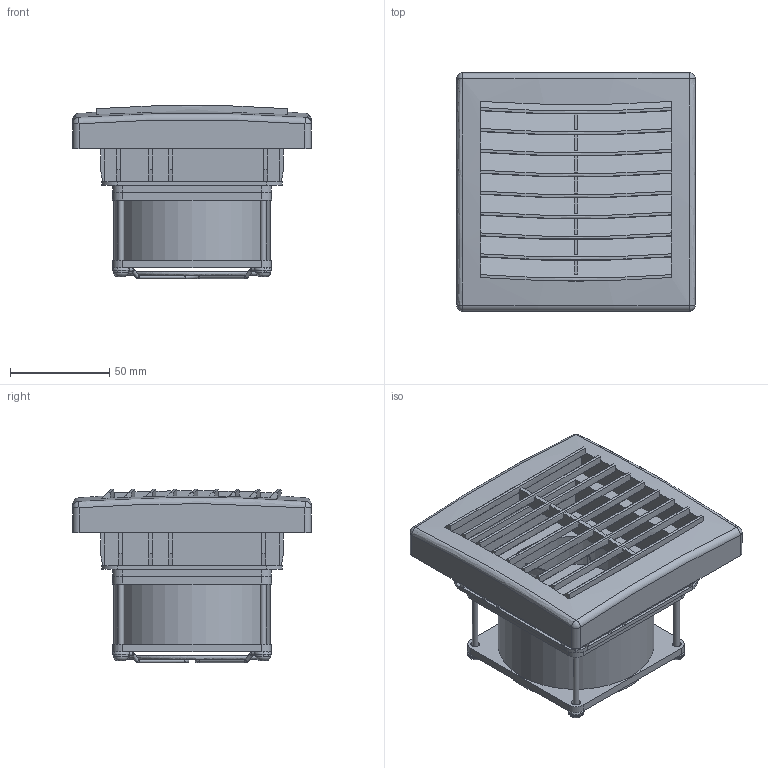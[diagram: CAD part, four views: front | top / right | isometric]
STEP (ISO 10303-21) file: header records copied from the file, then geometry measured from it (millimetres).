
FILE_DESCRIPTION (( 'STEP AP214' ), '1' );
FILE_NAME ('018700-30.STEP', '2019-08-02T15:43:00', ( '' ), ( '' ), 'SwSTEP 2.0', 'SolidWorks 2018', '' );
FILE_SCHEMA (( 'AUTOMOTIVE_DESIGN' ));
Length unit declared in the file: inch
Products named in the file (1): 018700-30
Bounding box: 120 x 120 x 87.45 mm (x, y, z)
Volume: 276775.5 mm3; surface area: 136624 mm2
Topology: 15 solids, 15 shells, 607 faces, 1727 edges, 1137 vertices
Faces by surface type: plane 303, cylinder 171, bspline 123, torus 6, sphere 4
Full cylindrical faces by diameter (mm): 1.8 x12, 2.928 x4, 4.445 x8, 7.8 x4, 46.9 x1, 75.565 x1, 78.74 x2
Entity records: 39079 total; most frequent: CARTESIAN_POINT 16585, ORIENTED_EDGE 3282, DIRECTION 2450, EDGE_CURVE 1641, VERTEX_POINT 1116, VECTOR 850, LINE 850, AXIS2_PLACEMENT_3D 800
